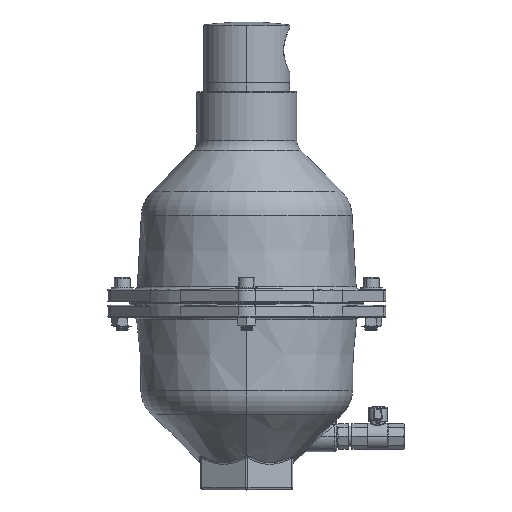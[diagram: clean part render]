
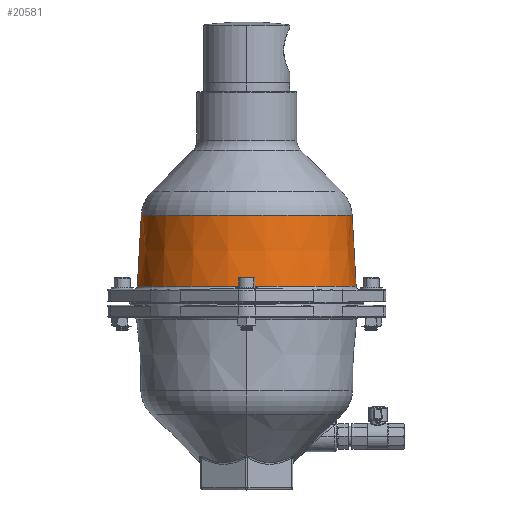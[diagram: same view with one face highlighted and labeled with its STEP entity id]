
A CAD part, top view. The second image highlights one B-rep face of the part: STEP entity #20581.
In plain terms, the highlighted conical face has half-angle 3.2 degrees and reference radius 85.639 mm.
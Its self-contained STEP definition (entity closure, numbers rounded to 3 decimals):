
#2039 = CARTESIAN_POINT ( 'NONE',  ( -88.866, 165.36, 0. ) ) ;
#2114 = CARTESIAN_POINT ( 'NONE',  ( 85.639, 223.062, 0. ) ) ;
#2128 = DIRECTION ( 'NONE',  ( 1., 0., 0. ) ) ;
#3997 = CARTESIAN_POINT ( 'NONE',  ( 0., 165.36, 0. ) ) ;
#4865 = VECTOR ( 'NONE', #8385, 1000. ) ;
#4869 = CARTESIAN_POINT ( 'NONE',  ( 88.866, 165.36, 0. ) ) ;
#5485 = EDGE_LOOP ( 'NONE', ( #17346, #14951, #22171, #19236 ) ) ;
#5880 = EDGE_CURVE ( 'NONE', #11227, #7554, #15330, .T. ) ;
#7554 = VERTEX_POINT ( 'NONE', #4869 ) ;
#7812 = FACE_OUTER_BOUND ( 'NONE', #5485, .T. ) ;
#8385 = DIRECTION ( 'NONE',  ( 0.056, -0.998, 0. ) ) ;
#8606 = CARTESIAN_POINT ( 'NONE',  ( 0., 223.062, 0. ) ) ;
#9323 = CARTESIAN_POINT ( 'NONE',  ( -85.639, 223.062, 0. ) ) ;
#11227 = VERTEX_POINT ( 'NONE', #2039 ) ;
#11537 = DIRECTION ( 'NONE',  ( 0., 1., 0. ) ) ;
#12429 = CARTESIAN_POINT ( 'NONE',  ( -85.639, 223.062, 0. ) ) ;
#12755 = DIRECTION ( 'NONE',  ( -0.056, -0.998, 0. ) ) ;
#12837 = CARTESIAN_POINT ( 'NONE',  ( 85.639, 223.062, 0. ) ) ;
#12868 = LINE ( 'NONE', #12429, #23161 ) ;
#14602 = DIRECTION ( 'NONE',  ( 0., -1., 0. ) ) ;
#14951 = ORIENTED_EDGE ( 'NONE', *, *, #15219, .F. ) ;
#15219 = EDGE_CURVE ( 'NONE', #15499, #19033, #16570, .T. ) ;
#15330 = CIRCLE ( 'NONE', #21937, 88.866 ) ;
#15391 = LINE ( 'NONE', #2114, #4865 ) ;
#15499 = VERTEX_POINT ( 'NONE', #9323 ) ;
#16037 = CONICAL_SURFACE ( 'NONE', #20675, 85.639, 0.056 ) ;
#16321 = CARTESIAN_POINT ( 'NONE',  ( 0., 223.062, 0. ) ) ;
#16564 = DIRECTION ( 'NONE',  ( -1., 0., 0. ) ) ;
#16570 = CIRCLE ( 'NONE', #20636, 85.639 ) ;
#17346 = ORIENTED_EDGE ( 'NONE', *, *, #24273, .F. ) ;
#18065 = DIRECTION ( 'NONE',  ( 0., 1., 0. ) ) ;
#18148 = DIRECTION ( 'NONE',  ( 1., 0., 0. ) ) ;
#19033 = VERTEX_POINT ( 'NONE', #12837 ) ;
#19236 = ORIENTED_EDGE ( 'NONE', *, *, #5880, .T. ) ;
#20004 = EDGE_CURVE ( 'NONE', #15499, #11227, #12868, .T. ) ;
#20581 = ADVANCED_FACE ( 'NONE', ( #7812 ), #16037, .T. ) ;
#20636 = AXIS2_PLACEMENT_3D ( 'NONE', #8606, #18065, #18148 ) ;
#20675 = AXIS2_PLACEMENT_3D ( 'NONE', #16321, #14602, #16564 ) ;
#21937 = AXIS2_PLACEMENT_3D ( 'NONE', #3997, #11537, #2128 ) ;
#22171 = ORIENTED_EDGE ( 'NONE', *, *, #20004, .T. ) ;
#23161 = VECTOR ( 'NONE', #12755, 1000. ) ;
#24273 = EDGE_CURVE ( 'NONE', #19033, #7554, #15391, .T. ) ;
